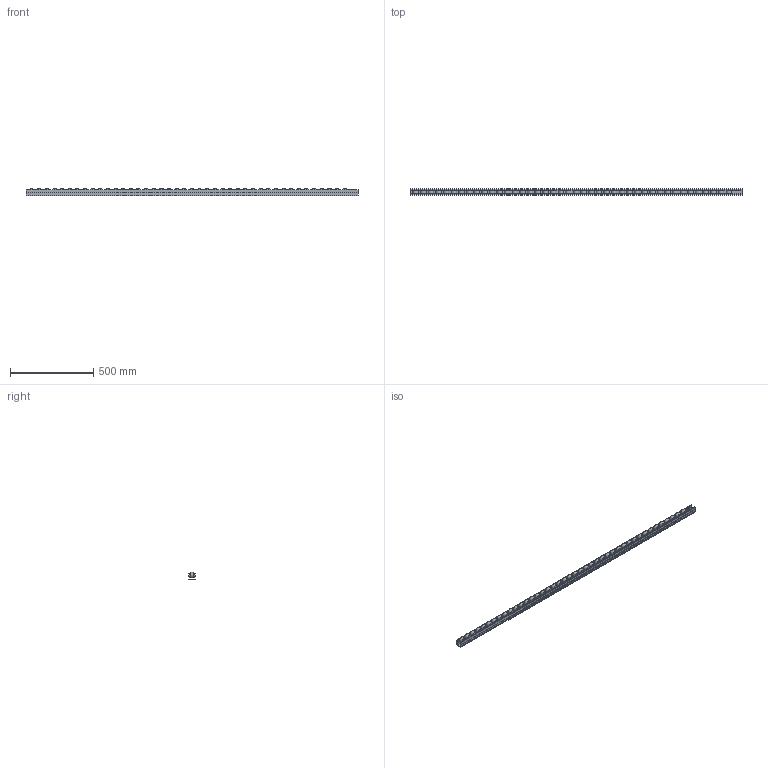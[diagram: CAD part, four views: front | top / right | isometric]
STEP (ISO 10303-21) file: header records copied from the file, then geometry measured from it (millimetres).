
FILE_DESCRIPTION((''),'2;1');
FILE_NAME('86216.stp','2015-02-11T14:56:38',('Envy'),(''),'Autodesk Inventor 2013','Autodesk Inventor 2013','');
FILE_SCHEMA(('AUTOMOTIVE_DESIGN { 1 0 10303 214 1 1 1 1 }'));
Length unit declared in the file: millimetre
Products named in the file (1): 86216
Bounding box: 2000 x 38 x 43.53 mm (x, y, z)
Volume: 1555270.8 mm3; surface area: 652966.9 mm2
Topology: 1 solids, 1 shells, 354 faces, 1132 edges, 612 vertices
Faces by surface type: plane 300, cylinder 54
Full cylindrical faces by diameter (mm): 33 x42
Entity records: 12181 total; most frequent: DIRECTION 2244, ORIENTED_EDGE 2096, CARTESIAN_POINT 1973, EDGE_CURVE 1048, AXIS2_PLACEMENT_3D 841, VERTEX_POINT 570, VECTOR 562, LINE 562
